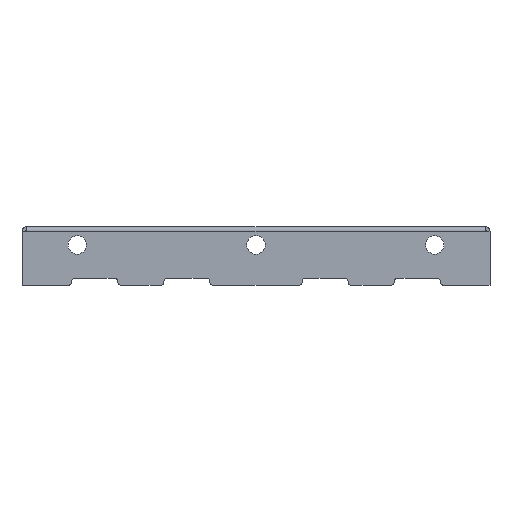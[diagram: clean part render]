
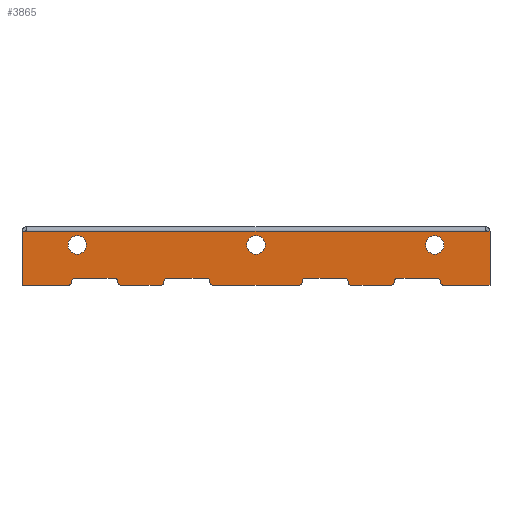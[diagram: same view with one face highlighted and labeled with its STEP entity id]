
A CAD part, left-side view. The second image highlights one B-rep face of the part: STEP entity #3865.
In plain terms, the highlighted planar face has unit normal (-1, 0, 0).
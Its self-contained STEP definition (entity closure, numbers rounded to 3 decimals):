
#283=CIRCLE('',#4146,0.5);
#286=CIRCLE('',#4151,0.5);
#289=CIRCLE('',#4156,0.5);
#300=CIRCLE('',#4177,0.2);
#301=CIRCLE('',#4179,0.2);
#302=CIRCLE('',#4181,0.2);
#303=CIRCLE('',#4183,0.2);
#304=CIRCLE('',#4185,0.2);
#305=CIRCLE('',#4187,0.2);
#306=CIRCLE('',#4189,0.2);
#307=CIRCLE('',#4191,0.2);
#308=CIRCLE('',#4193,0.2);
#309=CIRCLE('',#4195,0.2);
#310=CIRCLE('',#4197,0.2);
#311=CIRCLE('',#4199,0.2);
#312=CIRCLE('',#4201,0.2);
#313=CIRCLE('',#4203,0.2);
#314=CIRCLE('',#4205,0.2);
#315=CIRCLE('',#4207,0.2);
#1212=ORIENTED_EDGE('',*,*,#2044,.T.);
#1213=ORIENTED_EDGE('',*,*,#1961,.F.);
#1214=ORIENTED_EDGE('',*,*,#1959,.T.);
#1215=ORIENTED_EDGE('',*,*,#1781,.F.);
#1216=ORIENTED_EDGE('',*,*,#1958,.T.);
#1217=ORIENTED_EDGE('',*,*,#1956,.F.);
#1218=ORIENTED_EDGE('',*,*,#1536,.T.);
#1219=ORIENTED_EDGE('',*,*,#1955,.F.);
#1220=ORIENTED_EDGE('',*,*,#1953,.T.);
#1221=ORIENTED_EDGE('',*,*,#1788,.F.);
#1222=ORIENTED_EDGE('',*,*,#1951,.T.);
#1223=ORIENTED_EDGE('',*,*,#1952,.F.);
#1224=ORIENTED_EDGE('',*,*,#1540,.T.);
#1225=ORIENTED_EDGE('',*,*,#1949,.F.);
#1226=ORIENTED_EDGE('',*,*,#1947,.T.);
#1227=ORIENTED_EDGE('',*,*,#1774,.T.);
#1228=ORIENTED_EDGE('',*,*,#1946,.T.);
#1229=ORIENTED_EDGE('',*,*,#1944,.F.);
#1230=ORIENTED_EDGE('',*,*,#1579,.T.);
#1231=ORIENTED_EDGE('',*,*,#1943,.F.);
#1232=ORIENTED_EDGE('',*,*,#1941,.T.);
#1233=ORIENTED_EDGE('',*,*,#1767,.T.);
#1234=ORIENTED_EDGE('',*,*,#1940,.T.);
#1235=ORIENTED_EDGE('',*,*,#1938,.F.);
#1236=ORIENTED_EDGE('',*,*,#1586,.T.);
#1237=ORIENTED_EDGE('',*,*,#1742,.T.);
#1238=ORIENTED_EDGE('',*,*,#1740,.T.);
#1239=ORIENTED_EDGE('',*,*,#2050,.F.);
#1240=ORIENTED_EDGE('',*,*,#1738,.T.);
#1241=ORIENTED_EDGE('',*,*,#1735,.T.);
#1242=ORIENTED_EDGE('',*,*,#1921,.T.);
#1243=ORIENTED_EDGE('',*,*,#1924,.T.);
#1244=ORIENTED_EDGE('',*,*,#1927,.T.);
#1536=EDGE_CURVE('',#2100,#2101,#2476,.T.);
#1540=EDGE_CURVE('',#2104,#2105,#2480,.T.);
#1579=EDGE_CURVE('',#2141,#2142,#2500,.T.);
#1586=EDGE_CURVE('',#2147,#2148,#2507,.T.);
#1735=EDGE_CURVE('',#2268,#2269,#2586,.T.);
#1738=EDGE_CURVE('',#2270,#2268,#2589,.T.);
#1740=EDGE_CURVE('',#2271,#2250,#2591,.T.);
#1742=EDGE_CURVE('',#2148,#2271,#2593,.T.);
#1767=EDGE_CURVE('',#2284,#2285,#2618,.T.);
#1774=EDGE_CURVE('',#2290,#2291,#2625,.T.);
#1781=EDGE_CURVE('',#2296,#2297,#2632,.T.);
#1788=EDGE_CURVE('',#2302,#2303,#2639,.T.);
#1921=EDGE_CURVE('',#2386,#2386,#283,.T.);
#1924=EDGE_CURVE('',#2389,#2389,#286,.T.);
#1927=EDGE_CURVE('',#2392,#2392,#289,.T.);
#1938=EDGE_CURVE('',#2147,#2395,#300,.T.);
#1940=EDGE_CURVE('',#2285,#2395,#301,.T.);
#1941=EDGE_CURVE('',#2396,#2284,#302,.T.);
#1943=EDGE_CURVE('',#2396,#2142,#303,.T.);
#1944=EDGE_CURVE('',#2141,#2397,#304,.T.);
#1946=EDGE_CURVE('',#2291,#2397,#305,.T.);
#1947=EDGE_CURVE('',#2398,#2290,#306,.T.);
#1949=EDGE_CURVE('',#2398,#2105,#307,.T.);
#1951=EDGE_CURVE('',#2302,#2399,#308,.T.);
#1952=EDGE_CURVE('',#2104,#2399,#309,.T.);
#1953=EDGE_CURVE('',#2400,#2303,#310,.T.);
#1955=EDGE_CURVE('',#2400,#2101,#311,.T.);
#1956=EDGE_CURVE('',#2100,#2401,#312,.T.);
#1958=EDGE_CURVE('',#2296,#2401,#313,.T.);
#1959=EDGE_CURVE('',#2402,#2297,#314,.T.);
#1961=EDGE_CURVE('',#2402,#2403,#315,.T.);
#2044=EDGE_CURVE('',#2269,#2403,#2756,.T.);
#2050=EDGE_CURVE('',#2270,#2250,#2759,.T.);
#2100=VERTEX_POINT('',#5622);
#2101=VERTEX_POINT('',#5623);
#2104=VERTEX_POINT('',#5631);
#2105=VERTEX_POINT('',#5632);
#2141=VERTEX_POINT('',#5710);
#2142=VERTEX_POINT('',#5711);
#2147=VERTEX_POINT('',#5725);
#2148=VERTEX_POINT('',#5726);
#2250=VERTEX_POINT('',#5950);
#2268=VERTEX_POINT('',#6019);
#2269=VERTEX_POINT('',#6020);
#2270=VERTEX_POINT('',#6025);
#2271=VERTEX_POINT('',#6029);
#2284=VERTEX_POINT('',#6080);
#2285=VERTEX_POINT('',#6081);
#2290=VERTEX_POINT('',#6095);
#2291=VERTEX_POINT('',#6096);
#2296=VERTEX_POINT('',#6110);
#2297=VERTEX_POINT('',#6111);
#2302=VERTEX_POINT('',#6125);
#2303=VERTEX_POINT('',#6126);
#2386=VERTEX_POINT('',#6388);
#2389=VERTEX_POINT('',#6396);
#2392=VERTEX_POINT('',#6404);
#2395=VERTEX_POINT('',#6428);
#2396=VERTEX_POINT('',#6434);
#2397=VERTEX_POINT('',#6440);
#2398=VERTEX_POINT('',#6446);
#2399=VERTEX_POINT('',#6452);
#2400=VERTEX_POINT('',#6458);
#2401=VERTEX_POINT('',#6464);
#2402=VERTEX_POINT('',#6470);
#2403=VERTEX_POINT('',#6474);
#2476=LINE('',#5621,#2808);
#2480=LINE('',#5630,#2812);
#2500=LINE('',#5709,#2832);
#2507=LINE('',#5724,#2839);
#2586=LINE('',#6018,#2918);
#2589=LINE('',#6024,#2921);
#2591=LINE('',#6028,#2923);
#2593=LINE('',#6032,#2925);
#2618=LINE('',#6079,#2950);
#2625=LINE('',#6094,#2957);
#2632=LINE('',#6109,#2964);
#2639=LINE('',#6124,#2971);
#2756=LINE('',#6637,#3088);
#2759=LINE('',#6647,#3091);
#2808=VECTOR('',#4391,1000.);
#2812=VECTOR('',#4397,1000.);
#2832=VECTOR('',#4461,1000.);
#2839=VECTOR('',#4472,1000.);
#2918=VECTOR('',#4739,1000.);
#2921=VECTOR('',#4744,1000.);
#2923=VECTOR('',#4748,1000.);
#2925=VECTOR('',#4752,1000.);
#2950=VECTOR('',#4797,1000.);
#2957=VECTOR('',#4808,1000.);
#2964=VECTOR('',#4819,1000.);
#2971=VECTOR('',#4830,1000.);
#3088=VECTOR('',#5473,1000.);
#3091=VECTOR('',#5490,1000.);
#3310=EDGE_LOOP('',(#1212,#1213,#1214,#1215,#1216,#1217,#1218,#1219,#1220,
#1221,#1222,#1223,#1224,#1225,#1226,#1227,#1228,#1229,#1230,#1231,#1232,
#1233,#1234,#1235,#1236,#1237,#1238,#1239,#1240,#1241));
#3311=EDGE_LOOP('',(#1242));
#3312=EDGE_LOOP('',(#1243));
#3313=EDGE_LOOP('',(#1244));
#3556=FACE_BOUND('',#3310,.T.);
#3557=FACE_BOUND('',#3311,.T.);
#3558=FACE_BOUND('',#3312,.T.);
#3559=FACE_BOUND('',#3313,.T.);
#3667=PLANE('',#4311);
#3865=ADVANCED_FACE('',(#3556,#3557,#3558,#3559),#3667,.F.);
#4146=AXIS2_PLACEMENT_3D('',#6387,#5113,#5114);
#4151=AXIS2_PLACEMENT_3D('',#6395,#5123,#5124);
#4156=AXIS2_PLACEMENT_3D('',#6403,#5133,#5134);
#4177=AXIS2_PLACEMENT_3D('',#6427,#5175,#5176);
#4179=AXIS2_PLACEMENT_3D('',#6431,#5180,#5181);
#4181=AXIS2_PLACEMENT_3D('',#6433,#5184,#5185);
#4183=AXIS2_PLACEMENT_3D('',#6437,#5189,#5190);
#4185=AXIS2_PLACEMENT_3D('',#6439,#5193,#5194);
#4187=AXIS2_PLACEMENT_3D('',#6443,#5198,#5199);
#4189=AXIS2_PLACEMENT_3D('',#6445,#5202,#5203);
#4191=AXIS2_PLACEMENT_3D('',#6449,#5207,#5208);
#4193=AXIS2_PLACEMENT_3D('',#6453,#5212,#5213);
#4195=AXIS2_PLACEMENT_3D('',#6455,#5216,#5217);
#4197=AXIS2_PLACEMENT_3D('',#6457,#5220,#5221);
#4199=AXIS2_PLACEMENT_3D('',#6461,#5225,#5226);
#4201=AXIS2_PLACEMENT_3D('',#6463,#5229,#5230);
#4203=AXIS2_PLACEMENT_3D('',#6467,#5234,#5235);
#4205=AXIS2_PLACEMENT_3D('',#6469,#5238,#5239);
#4207=AXIS2_PLACEMENT_3D('',#6473,#5243,#5244);
#4311=AXIS2_PLACEMENT_3D('',#6646,#5488,#5489);
#4391=DIRECTION('',(0.,-1.,0.));
#4397=DIRECTION('',(0.,-1.,0.));
#4461=DIRECTION('',(0.,-1.,0.));
#4472=DIRECTION('',(0.,-1.,0.));
#4739=DIRECTION('',(0.,0.,-1.));
#4744=DIRECTION('',(0.,1.,0.));
#4748=DIRECTION('',(0.,1.,0.));
#4752=DIRECTION('',(0.,0.,1.));
#4797=DIRECTION('',(0.,-1.,0.));
#4808=DIRECTION('',(0.,-1.,0.));
#4819=DIRECTION('',(0.,1.,0.));
#4830=DIRECTION('',(0.,1.,0.));
#5113=DIRECTION('',(1.,0.,0.));
#5114=DIRECTION('',(0.,0.,-1.));
#5123=DIRECTION('',(1.,0.,0.));
#5124=DIRECTION('',(0.,0.,-1.));
#5133=DIRECTION('',(1.,0.,0.));
#5134=DIRECTION('',(0.,0.,-1.));
#5175=DIRECTION('',(1.,0.,0.));
#5176=DIRECTION('',(0.,0.,-1.));
#5180=DIRECTION('',(1.,0.,0.));
#5181=DIRECTION('',(0.,0.,-1.));
#5184=DIRECTION('',(1.,0.,0.));
#5185=DIRECTION('',(0.,0.,-1.));
#5189=DIRECTION('',(1.,0.,0.));
#5190=DIRECTION('',(0.,0.,-1.));
#5193=DIRECTION('',(1.,0.,0.));
#5194=DIRECTION('',(0.,0.,-1.));
#5198=DIRECTION('',(1.,0.,0.));
#5199=DIRECTION('',(0.,0.,-1.));
#5202=DIRECTION('',(1.,0.,0.));
#5203=DIRECTION('',(0.,0.,-1.));
#5207=DIRECTION('',(1.,0.,0.));
#5208=DIRECTION('',(0.,0.,-1.));
#5212=DIRECTION('',(1.,0.,0.));
#5213=DIRECTION('',(0.,0.,-1.));
#5216=DIRECTION('',(1.,0.,0.));
#5217=DIRECTION('',(0.,0.,-1.));
#5220=DIRECTION('',(1.,0.,0.));
#5221=DIRECTION('',(0.,0.,-1.));
#5225=DIRECTION('',(1.,0.,0.));
#5226=DIRECTION('',(0.,0.,-1.));
#5229=DIRECTION('',(1.,0.,0.));
#5230=DIRECTION('',(0.,0.,-1.));
#5234=DIRECTION('',(1.,0.,0.));
#5235=DIRECTION('',(0.,0.,-1.));
#5238=DIRECTION('',(1.,0.,0.));
#5239=DIRECTION('',(0.,0.,-1.));
#5243=DIRECTION('',(1.,0.,0.));
#5244=DIRECTION('',(0.,0.,-1.));
#5473=DIRECTION('',(0.,-1.,0.));
#5488=DIRECTION('',(1.,0.,0.));
#5489=DIRECTION('',(0.,0.,-1.));
#5490=DIRECTION('',(0.,-1.,0.));
#5621=CARTESIAN_POINT('',(-12.7,12.45,0.));
#5622=CARTESIAN_POINT('',(-12.7,7.3,0.));
#5623=CARTESIAN_POINT('',(-12.7,5.2,0.));
#5630=CARTESIAN_POINT('',(-12.7,12.45,0.));
#5631=CARTESIAN_POINT('',(-12.7,2.3,0.));
#5632=CARTESIAN_POINT('',(-12.7,-2.3,0.));
#5709=CARTESIAN_POINT('',(-12.7,12.45,0.));
#5710=CARTESIAN_POINT('',(-12.7,-5.2,0.));
#5711=CARTESIAN_POINT('',(-12.7,-7.3,0.));
#5724=CARTESIAN_POINT('',(-12.7,12.45,0.));
#5725=CARTESIAN_POINT('',(-12.7,-10.2,0.));
#5726=CARTESIAN_POINT('',(-12.7,-12.7,0.));
#5950=CARTESIAN_POINT('',(-12.7,-12.45,2.95));
#6018=CARTESIAN_POINT('',(-12.7,12.7,2.95));
#6019=CARTESIAN_POINT('',(-12.7,12.7,2.95));
#6020=CARTESIAN_POINT('',(-12.7,12.7,0.));
#6024=CARTESIAN_POINT('',(-12.7,-12.7,2.95));
#6025=CARTESIAN_POINT('',(-12.7,12.45,2.95));
#6028=CARTESIAN_POINT('',(-12.7,-12.7,2.95));
#6029=CARTESIAN_POINT('',(-12.7,-12.7,2.95));
#6032=CARTESIAN_POINT('',(-12.7,-12.7,0.));
#6079=CARTESIAN_POINT('',(-12.7,12.45,0.4));
#6080=CARTESIAN_POINT('',(-12.7,-7.7,0.4));
#6081=CARTESIAN_POINT('',(-12.7,-9.8,0.4));
#6094=CARTESIAN_POINT('',(-12.7,12.45,0.4));
#6095=CARTESIAN_POINT('',(-12.7,-2.7,0.4));
#6096=CARTESIAN_POINT('',(-12.7,-4.8,0.4));
#6109=CARTESIAN_POINT('',(-12.7,12.45,0.4));
#6110=CARTESIAN_POINT('',(-12.7,7.7,0.4));
#6111=CARTESIAN_POINT('',(-12.7,9.8,0.4));
#6124=CARTESIAN_POINT('',(-12.7,12.45,0.4));
#6125=CARTESIAN_POINT('',(-12.7,2.7,0.4));
#6126=CARTESIAN_POINT('',(-12.7,4.8,0.4));
#6387=CARTESIAN_POINT('',(-12.7,-9.7,2.2));
#6388=CARTESIAN_POINT('',(-12.7,-9.7,1.7));
#6395=CARTESIAN_POINT('',(-12.7,0.,2.2));
#6396=CARTESIAN_POINT('',(-12.7,0.,1.7));
#6403=CARTESIAN_POINT('',(-12.7,9.7,2.2));
#6404=CARTESIAN_POINT('',(-12.7,9.7,1.7));
#6427=CARTESIAN_POINT('',(-12.7,-10.2,0.2));
#6428=CARTESIAN_POINT('',(-12.7,-10.,0.2));
#6431=CARTESIAN_POINT('',(-12.7,-9.8,0.2));
#6433=CARTESIAN_POINT('',(-12.7,-7.7,0.2));
#6434=CARTESIAN_POINT('',(-12.7,-7.5,0.2));
#6437=CARTESIAN_POINT('',(-12.7,-7.3,0.2));
#6439=CARTESIAN_POINT('',(-12.7,-5.2,0.2));
#6440=CARTESIAN_POINT('',(-12.7,-5.,0.2));
#6443=CARTESIAN_POINT('',(-12.7,-4.8,0.2));
#6445=CARTESIAN_POINT('',(-12.7,-2.7,0.2));
#6446=CARTESIAN_POINT('',(-12.7,-2.5,0.2));
#6449=CARTESIAN_POINT('',(-12.7,-2.3,0.2));
#6452=CARTESIAN_POINT('',(-12.7,2.5,0.2));
#6453=CARTESIAN_POINT('',(-12.7,2.7,0.2));
#6455=CARTESIAN_POINT('',(-12.7,2.3,0.2));
#6457=CARTESIAN_POINT('',(-12.7,4.8,0.2));
#6458=CARTESIAN_POINT('',(-12.7,5.,0.2));
#6461=CARTESIAN_POINT('',(-12.7,5.2,0.2));
#6463=CARTESIAN_POINT('',(-12.7,7.3,0.2));
#6464=CARTESIAN_POINT('',(-12.7,7.5,0.2));
#6467=CARTESIAN_POINT('',(-12.7,7.7,0.2));
#6469=CARTESIAN_POINT('',(-12.7,9.8,0.2));
#6470=CARTESIAN_POINT('',(-12.7,10.,0.2));
#6473=CARTESIAN_POINT('',(-12.7,10.2,0.2));
#6474=CARTESIAN_POINT('',(-12.7,10.2,0.));
#6637=CARTESIAN_POINT('',(-12.7,12.45,0.));
#6646=CARTESIAN_POINT('',(-12.7,12.45,0.));
#6647=CARTESIAN_POINT('',(-12.7,12.45,2.95));
